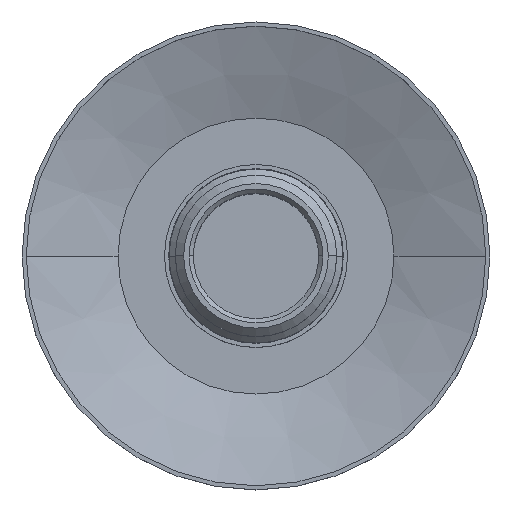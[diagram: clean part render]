
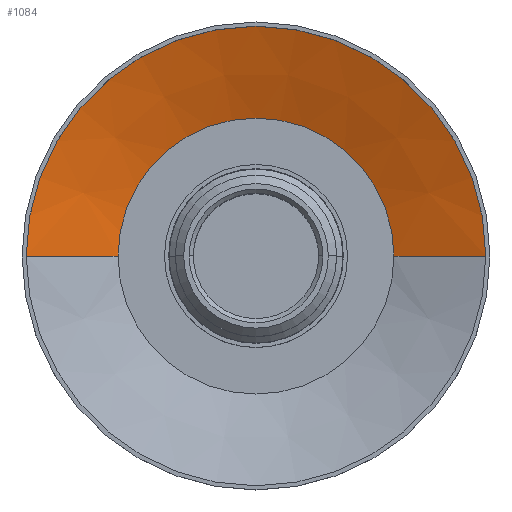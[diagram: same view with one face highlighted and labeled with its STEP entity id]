
A CAD part, top view. The second image highlights one B-rep face of the part: STEP entity #1084.
In plain terms, the highlighted conical face has half-angle 69.554 degrees and reference radius 16.425 mm.
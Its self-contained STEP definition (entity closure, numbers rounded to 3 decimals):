
#148 = CARTESIAN_POINT ( 'NONE',  ( 16.425, 0., -8.281 ) ) ;
#192 = ORIENTED_EDGE ( 'NONE', *, *, #1430, .T. ) ;
#238 = VERTEX_POINT ( 'NONE', #2347 ) ;
#300 = EDGE_CURVE ( 'NONE', #995, #2674, #1034, .T. ) ;
#324 = CARTESIAN_POINT ( 'NONE',  ( -16.425, 0., -8.281 ) ) ;
#532 = CARTESIAN_POINT ( 'NONE',  ( 0., 0., -4.153 ) ) ;
#533 = LINE ( 'NONE', #324, #2719 ) ;
#931 = CONICAL_SURFACE ( 'NONE', #1820, 16.425, 1.214 ) ;
#995 = VERTEX_POINT ( 'NONE', #3381 ) ;
#1004 = ORIENTED_EDGE ( 'NONE', *, *, #3349, .F. ) ;
#1014 = CARTESIAN_POINT ( 'NONE',  ( 0., 0., -8.25 ) ) ;
#1034 = CIRCLE ( 'NONE', #1483, 27.5 ) ;
#1064 = CARTESIAN_POINT ( 'NONE',  ( 0., 0., -8.281 ) ) ;
#1084 = ADVANCED_FACE ( 'NONE', ( #2959 ), #931, .F. ) ;
#1200 = CARTESIAN_POINT ( 'NONE',  ( 16.51, 0., -8.25 ) ) ;
#1207 = DIRECTION ( 'NONE',  ( 0.937, 0., 0.349 ) ) ;
#1387 = DIRECTION ( 'NONE',  ( -0.937, 0., 0.349 ) ) ;
#1430 = EDGE_CURVE ( 'NONE', #1836, #995, #1728, .T. ) ;
#1483 = AXIS2_PLACEMENT_3D ( 'NONE', #532, #3133, #2376 ) ;
#1666 = CIRCLE ( 'NONE', #2439, 16.51 ) ;
#1728 = LINE ( 'NONE', #148, #3015 ) ;
#1788 = EDGE_LOOP ( 'NONE', ( #1004, #2124, #192, #2832 ) ) ;
#1820 = AXIS2_PLACEMENT_3D ( 'NONE', #1064, #3175, #2401 ) ;
#1836 = VERTEX_POINT ( 'NONE', #1200 ) ;
#2124 = ORIENTED_EDGE ( 'NONE', *, *, #2536, .F. ) ;
#2347 = CARTESIAN_POINT ( 'NONE',  ( -16.51, 0., -8.25 ) ) ;
#2376 = DIRECTION ( 'NONE',  ( 1., 0., 0. ) ) ;
#2401 = DIRECTION ( 'NONE',  ( 1., 0., 0. ) ) ;
#2439 = AXIS2_PLACEMENT_3D ( 'NONE', #1014, #3434, #3147 ) ;
#2536 = EDGE_CURVE ( 'NONE', #1836, #238, #1666, .T. ) ;
#2674 = VERTEX_POINT ( 'NONE', #3192 ) ;
#2719 = VECTOR ( 'NONE', #1387, 1000. ) ;
#2832 = ORIENTED_EDGE ( 'NONE', *, *, #300, .T. ) ;
#2959 = FACE_OUTER_BOUND ( 'NONE', #1788, .T. ) ;
#3015 = VECTOR ( 'NONE', #1207, 1000. ) ;
#3133 = DIRECTION ( 'NONE',  ( 0., 0., 1. ) ) ;
#3147 = DIRECTION ( 'NONE',  ( 1., 0., 0. ) ) ;
#3175 = DIRECTION ( 'NONE',  ( 0., 0., 1. ) ) ;
#3192 = CARTESIAN_POINT ( 'NONE',  ( -27.5, 0., -4.153 ) ) ;
#3349 = EDGE_CURVE ( 'NONE', #238, #2674, #533, .T. ) ;
#3381 = CARTESIAN_POINT ( 'NONE',  ( 27.5, 0., -4.153 ) ) ;
#3434 = DIRECTION ( 'NONE',  ( 0., 0., 1. ) ) ;
